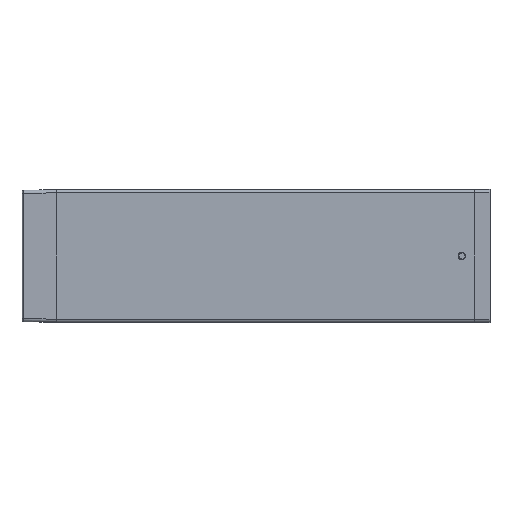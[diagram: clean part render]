
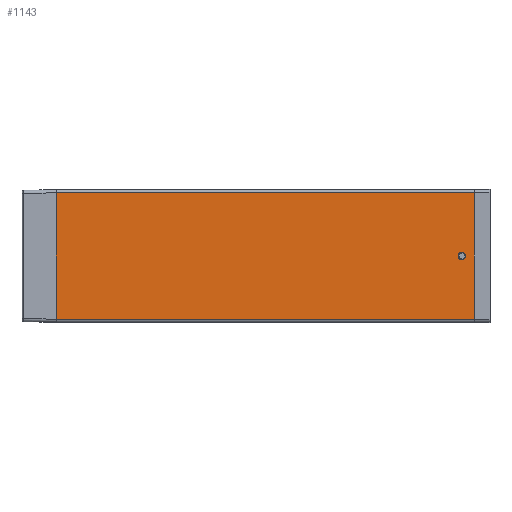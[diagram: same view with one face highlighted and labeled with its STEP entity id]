
A CAD part, left-side view. The second image highlights one B-rep face of the part: STEP entity #1143.
In plain terms, the highlighted planar face has unit normal (-1, 0, 0).
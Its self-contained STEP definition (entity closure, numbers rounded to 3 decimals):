
#54=DIRECTION('',(0.,0.,-1.));
#55=VECTOR('',#54,81.);
#56=CARTESIAN_POINT('',(-42.5,-118.,40.5));
#57=LINE('',#56,#55);
#82=DIRECTION('',(0.,-1.,0.));
#83=VECTOR('',#82,268.);
#84=CARTESIAN_POINT('',(-42.5,150.,40.5));
#85=LINE('',#84,#83);
#274=DIRECTION('',(0.,1.,0.));
#275=VECTOR('',#274,268.);
#276=CARTESIAN_POINT('',(-42.5,-118.,-40.5));
#277=LINE('',#276,#275);
#282=DIRECTION('',(0.,0.,-1.));
#283=VECTOR('',#282,81.);
#284=CARTESIAN_POINT('',(-42.5,150.,40.5));
#285=LINE('',#284,#283);
#286=CARTESIAN_POINT('',(-42.5,-110.,0.));
#287=DIRECTION('',(1.,0.,0.));
#288=DIRECTION('',(0.,0.,1.));
#289=AXIS2_PLACEMENT_3D('',#286,#287,#288);
#291=CARTESIAN_POINT('',(-42.5,-110.,0.));
#292=DIRECTION('',(1.,0.,0.));
#293=DIRECTION('',(0.,0.,-1.));
#294=AXIS2_PLACEMENT_3D('',#291,#292,#293);
#631=CARTESIAN_POINT('',(-42.5,-118.,40.5));
#633=VERTEX_POINT('',#631);
#634=CARTESIAN_POINT('',(-42.5,-118.,-40.5));
#635=VERTEX_POINT('',#634);
#704=CARTESIAN_POINT('',(-42.5,150.,-40.5));
#705=VERTEX_POINT('',#704);
#706=CARTESIAN_POINT('',(-42.5,150.,40.5));
#707=VERTEX_POINT('',#706);
#790=CARTESIAN_POINT('',(-42.5,-110.,-2.5));
#792=VERTEX_POINT('',#790);
#794=CARTESIAN_POINT('',(-42.5,-110.,2.5));
#796=VERTEX_POINT('',#794);
#1126=CARTESIAN_POINT('',(-42.5,-118.,-42.5));
#1127=DIRECTION('',(-1.,0.,0.));
#1128=DIRECTION('',(0.,0.,-1.));
#1129=AXIS2_PLACEMENT_3D('',#1126,#1127,#1128);
#1130=PLANE('',#1129);
#1131=ORIENTED_EDGE('',*,*,#925,.F.);
#1132=ORIENTED_EDGE('',*,*,#895,.T.);
#1133=ORIENTED_EDGE('',*,*,#849,.T.);
#1134=ORIENTED_EDGE('',*,*,#1118,.T.);
#1135=EDGE_LOOP('',(#1131,#1132,#1133,#1134));
#1136=FACE_OUTER_BOUND('',#1135,.F.);
#1138=ORIENTED_EDGE('',*,*,#1137,.F.);
#1140=ORIENTED_EDGE('',*,*,#1139,.F.);
#1141=EDGE_LOOP('',(#1138,#1140));
#1142=FACE_BOUND('',#1141,.F.);
#1143=ADVANCED_FACE('',(#1136,#1142),#1130,.T.);
#290=CIRCLE('',#289,2.5);
#295=CIRCLE('',#294,2.5);
#849=EDGE_CURVE('',#633,#635,#57,.T.);
#895=EDGE_CURVE('',#707,#633,#85,.T.);
#925=EDGE_CURVE('',#707,#705,#285,.T.);
#1118=EDGE_CURVE('',#635,#705,#277,.T.);
#1137=EDGE_CURVE('',#796,#792,#290,.T.);
#1139=EDGE_CURVE('',#792,#796,#295,.T.);
